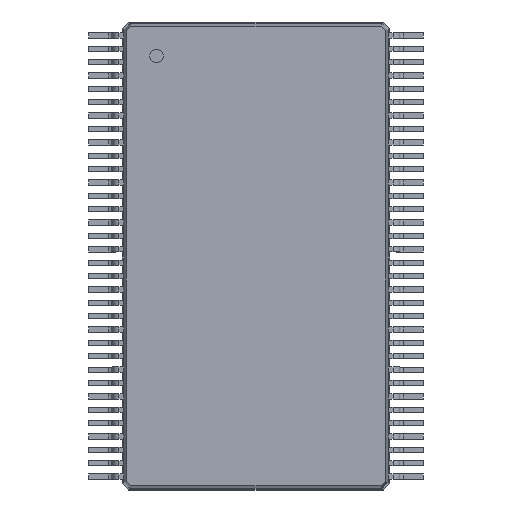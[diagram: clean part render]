
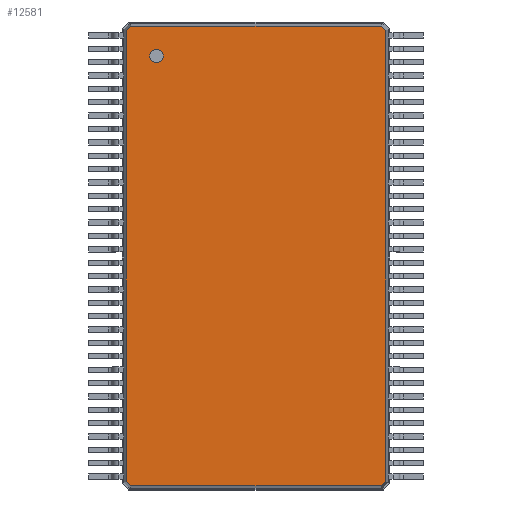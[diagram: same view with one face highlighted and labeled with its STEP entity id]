
A CAD part, top view. The second image highlights one B-rep face of the part: STEP entity #12581.
In plain terms, the highlighted planar face has unit normal (0, 0, 1).
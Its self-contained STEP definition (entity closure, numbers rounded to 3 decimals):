
#3804 = VERTEX_POINT('',#3805);
#3805 = CARTESIAN_POINT('',(3.879,-6.739,1.2));
#3810 = EDGE_CURVE('',#3811,#3804,#3813,.T.);
#3811 = VERTEX_POINT('',#3812);
#3812 = CARTESIAN_POINT('',(3.879,6.739,1.2));
#3813 = LINE('',#3814,#3815);
#3814 = CARTESIAN_POINT('',(3.879,6.739,1.2));
#3815 = VECTOR('',#3816,1.);
#3816 = DIRECTION('',(0.,-1.,0.));
#12564 = VERTEX_POINT('',#12565);
#12565 = CARTESIAN_POINT('',(3.739,-6.879,1.2));
#12570 = EDGE_CURVE('',#3804,#12564,#12571,.T.);
#12571 = LINE('',#12572,#12573);
#12572 = CARTESIAN_POINT('',(3.879,-6.739,1.2));
#12573 = VECTOR('',#12574,1.);
#12574 = DIRECTION('',(-0.707,-0.707,0.));
#12581 = ADVANCED_FACE('',(#12582,#12632),#12643,.F.);
#12582 = FACE_BOUND('',#12583,.F.);
#12583 = EDGE_LOOP('',(#12584,#12594,#12600,#12601,#12602,#12610,#12618,
#12626));
#12584 = ORIENTED_EDGE('',*,*,#12585,.T.);
#12585 = EDGE_CURVE('',#12586,#12588,#12590,.T.);
#12586 = VERTEX_POINT('',#12587);
#12587 = CARTESIAN_POINT('',(-3.739,6.879,1.2));
#12588 = VERTEX_POINT('',#12589);
#12589 = CARTESIAN_POINT('',(3.739,6.879,1.2));
#12590 = LINE('',#12591,#12592);
#12591 = CARTESIAN_POINT('',(-3.739,6.879,1.2));
#12592 = VECTOR('',#12593,1.);
#12593 = DIRECTION('',(1.,0.,0.));
#12594 = ORIENTED_EDGE('',*,*,#12595,.T.);
#12595 = EDGE_CURVE('',#12588,#3811,#12596,.T.);
#12596 = LINE('',#12597,#12598);
#12597 = CARTESIAN_POINT('',(3.739,6.879,1.2));
#12598 = VECTOR('',#12599,1.);
#12599 = DIRECTION('',(0.707,-0.707,0.));
#12600 = ORIENTED_EDGE('',*,*,#3810,.T.);
#12601 = ORIENTED_EDGE('',*,*,#12570,.T.);
#12602 = ORIENTED_EDGE('',*,*,#12603,.T.);
#12603 = EDGE_CURVE('',#12564,#12604,#12606,.T.);
#12604 = VERTEX_POINT('',#12605);
#12605 = CARTESIAN_POINT('',(-3.739,-6.879,1.2));
#12606 = LINE('',#12607,#12608);
#12607 = CARTESIAN_POINT('',(3.739,-6.879,1.2));
#12608 = VECTOR('',#12609,1.);
#12609 = DIRECTION('',(-1.,0.,0.));
#12610 = ORIENTED_EDGE('',*,*,#12611,.T.);
#12611 = EDGE_CURVE('',#12604,#12612,#12614,.T.);
#12612 = VERTEX_POINT('',#12613);
#12613 = CARTESIAN_POINT('',(-3.879,-6.739,1.2));
#12614 = LINE('',#12615,#12616);
#12615 = CARTESIAN_POINT('',(-3.739,-6.879,1.2));
#12616 = VECTOR('',#12617,1.);
#12617 = DIRECTION('',(-0.707,0.707,0.));
#12618 = ORIENTED_EDGE('',*,*,#12619,.T.);
#12619 = EDGE_CURVE('',#12612,#12620,#12622,.T.);
#12620 = VERTEX_POINT('',#12621);
#12621 = CARTESIAN_POINT('',(-3.879,6.739,1.2));
#12622 = LINE('',#12623,#12624);
#12623 = CARTESIAN_POINT('',(-3.879,-6.739,1.2));
#12624 = VECTOR('',#12625,1.);
#12625 = DIRECTION('',(0.,1.,0.));
#12626 = ORIENTED_EDGE('',*,*,#12627,.T.);
#12627 = EDGE_CURVE('',#12620,#12586,#12628,.T.);
#12628 = LINE('',#12629,#12630);
#12629 = CARTESIAN_POINT('',(-3.879,6.739,1.2));
#12630 = VECTOR('',#12631,1.);
#12631 = DIRECTION('',(0.707,0.707,0.));
#12632 = FACE_BOUND('',#12633,.F.);
#12633 = EDGE_LOOP('',(#12634));
#12634 = ORIENTED_EDGE('',*,*,#12635,.T.);
#12635 = EDGE_CURVE('',#12636,#12636,#12638,.T.);
#12636 = VERTEX_POINT('',#12637);
#12637 = CARTESIAN_POINT('',(-2.979,5.779,1.2));
#12638 = CIRCLE('',#12639,0.2);
#12639 = AXIS2_PLACEMENT_3D('',#12640,#12641,#12642);
#12640 = CARTESIAN_POINT('',(-2.979,5.979,1.2));
#12641 = DIRECTION('',(0.,0.,1.));
#12642 = DIRECTION('',(0.,-1.,0.));
#12643 = PLANE('',#12644);
#12644 = AXIS2_PLACEMENT_3D('',#12645,#12646,#12647);
#12645 = CARTESIAN_POINT('',(-3.739,6.879,1.2));
#12646 = DIRECTION('',(0.,-0.,-1.));
#12647 = DIRECTION('',(0.478,-0.879,0.));
